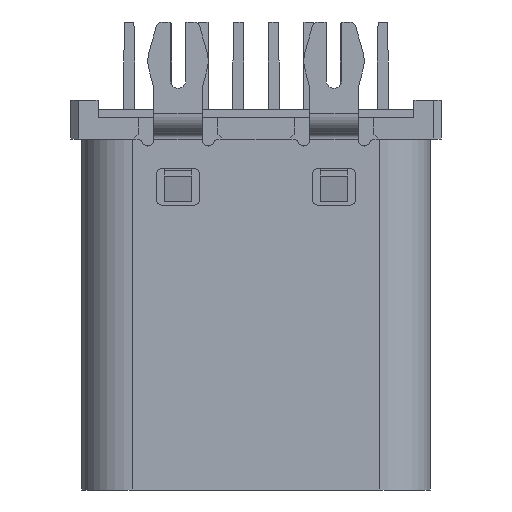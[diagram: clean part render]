
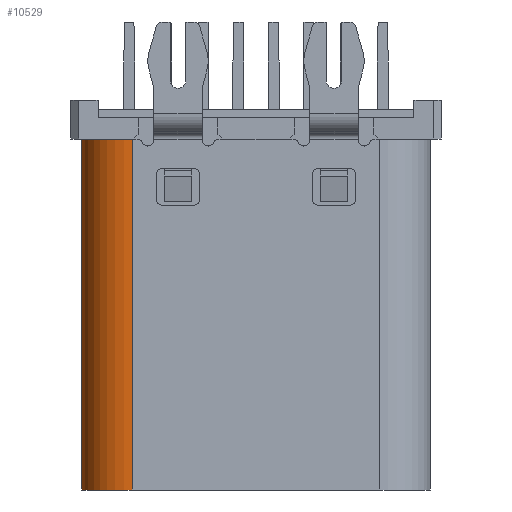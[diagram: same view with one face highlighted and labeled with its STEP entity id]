
A CAD part, front view. The second image highlights one B-rep face of the part: STEP entity #10529.
In plain terms, the highlighted cylindrical face has radius 1.3 mm (diameter 2.6 mm), a partial arc.
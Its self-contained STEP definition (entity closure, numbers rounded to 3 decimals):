
#550=CARTESIAN_POINT('',(-3.17,-0.28,4.5));
#551=DIRECTION('',(0.,0.,1.));
#552=DIRECTION('',(-1.,0.,0.));
#553=AXIS2_PLACEMENT_3D('',#550,#551,#552);
#588=DIRECTION('',(0.,0.,-1.));
#589=VECTOR('',#588,9.);
#590=CARTESIAN_POINT('',(-3.17,-1.58,4.5));
#591=LINE('',#590,#589);
#592=DIRECTION('',(0.,0.,1.));
#593=VECTOR('',#592,9.);
#594=CARTESIAN_POINT('',(-4.47,-0.28,-4.5));
#595=LINE('',#594,#593);
#611=CARTESIAN_POINT('',(-3.17,-0.28,-4.5));
#612=DIRECTION('',(0.,0.,-1.));
#613=DIRECTION('',(0.,-1.,0.));
#614=AXIS2_PLACEMENT_3D('',#611,#612,#613);
#7321=CARTESIAN_POINT('',(-3.17,-1.58,4.5));
#7322=VERTEX_POINT('',#7321);
#7323=CARTESIAN_POINT('',(-3.17,-1.58,-4.5));
#7324=VERTEX_POINT('',#7323);
#7745=CARTESIAN_POINT('',(-4.47,-0.28,4.5));
#7746=VERTEX_POINT('',#7745);
#7751=CARTESIAN_POINT('',(-4.47,-0.28,-4.5));
#7752=VERTEX_POINT('',#7751);
#10516=CARTESIAN_POINT('',(-3.17,-0.28,-4.68));
#10517=DIRECTION('',(0.,0.,1.));
#10518=DIRECTION('',(1.,0.,0.));
#10519=AXIS2_PLACEMENT_3D('',#10516,#10517,#10518);
#10520=CYLINDRICAL_SURFACE('',#10519,1.3);
#10521=ORIENTED_EDGE('',*,*,#10498,.T.);
#10522=ORIENTED_EDGE('',*,*,#9597,.T.);
#10524=ORIENTED_EDGE('',*,*,#10523,.T.);
#10526=ORIENTED_EDGE('',*,*,#10525,.T.);
#10527=EDGE_LOOP('',(#10521,#10522,#10524,#10526));
#10528=FACE_OUTER_BOUND('',#10527,.F.);
#10529=ADVANCED_FACE('',(#10528),#10520,.T.);
#554=CIRCLE('',#553,1.3);
#615=CIRCLE('',#614,1.3);
#9597=EDGE_CURVE('',#7322,#7324,#591,.T.);
#10498=EDGE_CURVE('',#7746,#7322,#554,.T.);
#10523=EDGE_CURVE('',#7324,#7752,#615,.T.);
#10525=EDGE_CURVE('',#7752,#7746,#595,.T.);
